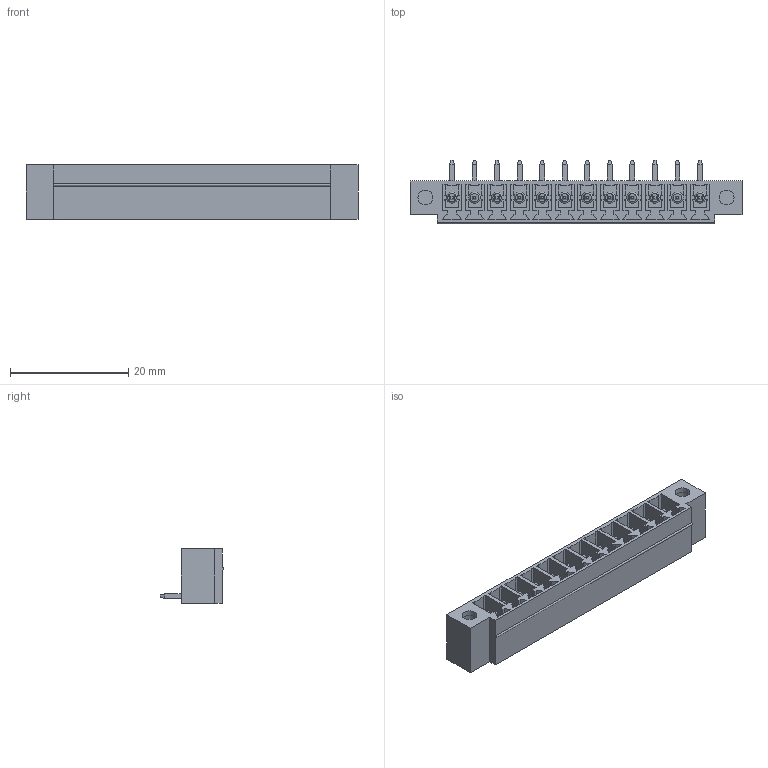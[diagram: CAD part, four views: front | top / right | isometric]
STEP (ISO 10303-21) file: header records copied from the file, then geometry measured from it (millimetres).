
FILE_DESCRIPTION( ( 'Unknown' ), '1' );
FILE_NAME( '691325310012.stp', 'Unknown', ( 'Unknown' ), ( 'Unknown' ), 'PSStep 18.0.17', 'Unknown', ' ' );
FILE_SCHEMA( ( 'AUTOMOTIVE_DESIGN { 1 0 10303 214 1 1 1 1 }' ) );
Length unit declared in the file: millimetre
Products named in the file (4): Assem1; 6913253100xx_INSERT; 6913253100xx_PIN; 691325310012
Assembly tree (15 placements, depth 2):
  Assem1
    6913253100xx_INSERT  x2
    6913253100xx_PIN  x12
    691325310012
Bounding box: 56.11 x 10.7 x 9.2 mm (x, y, z)
Volume: 1893 mm3; surface area: 5328.8 mm2
Topology: 15 solids, 15 shells, 772 faces, 2059 edges, 1333 vertices
Faces by surface type: plane 703, cylinder 53, torus 16
Full cylindrical faces by diameter (mm): 1.9 x12, 2.5 x4
Entity records: 23001 total; most frequent: CARTESIAN_POINT 3480, ORIENTED_EDGE 3162, DIRECTION 2843, EDGE_CURVE 1581, LINE 1473, VECTOR 1473, VERTEX_POINT 1058, AXIS2_PLACEMENT_3D 685
